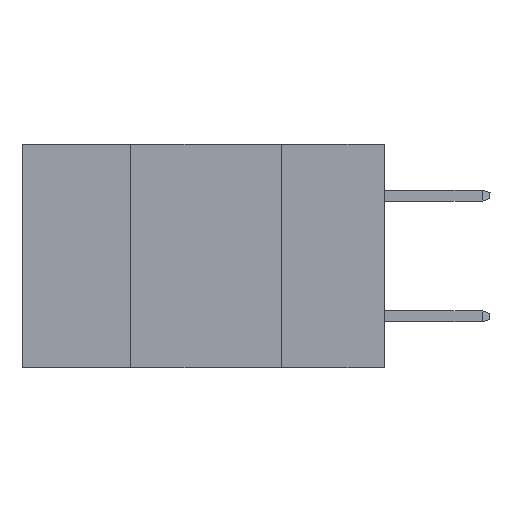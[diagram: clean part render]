
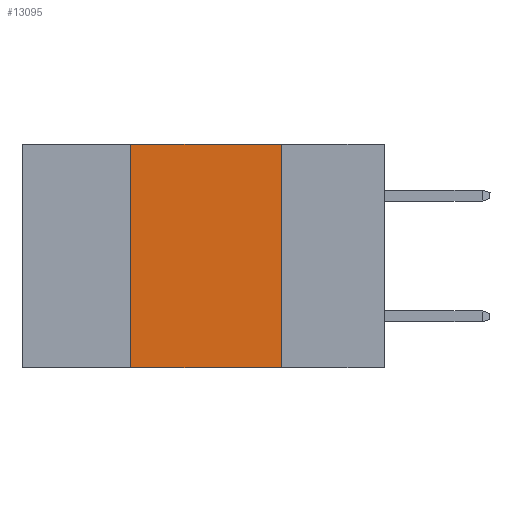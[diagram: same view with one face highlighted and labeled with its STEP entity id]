
A CAD part, left-side view. The second image highlights one B-rep face of the part: STEP entity #13095.
In plain terms, the highlighted planar face has unit normal (-1, 0, 0).
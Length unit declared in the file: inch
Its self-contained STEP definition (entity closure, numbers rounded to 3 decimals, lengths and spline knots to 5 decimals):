
#176 = VERTEX_POINT ( 'NONE', #492 ) ;
#187 = LINE ( 'NONE', #5114, #13142 ) ;
#492 = CARTESIAN_POINT ( 'NONE',  ( 0., 0.42, -0.37 ) ) ;
#561 = EDGE_CURVE ( 'NONE', #176, #4446, #10901, .T. ) ;
#1258 = CARTESIAN_POINT ( 'NONE',  ( 0., 0.42, 0. ) ) ;
#2023 = CARTESIAN_POINT ( 'NONE',  ( 0., 0.6, 0. ) ) ;
#4348 = ORIENTED_EDGE ( 'NONE', *, *, #7492, .F. ) ;
#4446 = VERTEX_POINT ( 'NONE', #20169 ) ;
#4640 = FACE_OUTER_BOUND ( 'NONE', #15427, .T. ) ;
#5114 = CARTESIAN_POINT ( 'NONE',  ( 0., 0.6, 0. ) ) ;
#5410 = VECTOR ( 'NONE', #20722, 39.37008 ) ;
#6066 = VECTOR ( 'NONE', #6454, 39.37008 ) ;
#6454 = DIRECTION ( 'NONE',  ( 0., -1., 0. ) ) ;
#7492 = EDGE_CURVE ( 'NONE', #15652, #4446, #20930, .T. ) ;
#8107 = CARTESIAN_POINT ( 'NONE',  ( 0., 0.6, -0.37 ) ) ;
#8303 = VERTEX_POINT ( 'NONE', #1258 ) ;
#8320 = PLANE ( 'NONE',  #17442 ) ;
#8706 = ORIENTED_EDGE ( 'NONE', *, *, #20583, .F. ) ;
#9278 = CARTESIAN_POINT ( 'NONE',  ( 0., 0.42, 0. ) ) ;
#9357 = CARTESIAN_POINT ( 'NONE',  ( 0., 0.17, 0. ) ) ;
#9873 = DIRECTION ( 'NONE',  ( 1., 0., 0. ) ) ;
#10901 = LINE ( 'NONE', #8107, #6066 ) ;
#13095 = ADVANCED_FACE ( 'NONE', ( #4640 ), #8320, .F. ) ;
#13142 = VECTOR ( 'NONE', #16526, 39.37008 ) ;
#13395 = DIRECTION ( 'NONE',  ( 0., 0., -1. ) ) ;
#13712 = ORIENTED_EDGE ( 'NONE', *, *, #19922, .F. ) ;
#14942 = CARTESIAN_POINT ( 'NONE',  ( 0., 0.17, 0. ) ) ;
#15427 = EDGE_LOOP ( 'NONE', ( #4348, #8706, #13712, #18381 ) ) ;
#15652 = VERTEX_POINT ( 'NONE', #14942 ) ;
#16526 = DIRECTION ( 'NONE',  ( 0., -1., 0. ) ) ;
#17442 = AXIS2_PLACEMENT_3D ( 'NONE', #2023, #9873, #13395 ) ;
#18032 = VECTOR ( 'NONE', #20633, 39.37008 ) ;
#18381 = ORIENTED_EDGE ( 'NONE', *, *, #561, .T. ) ;
#18514 = LINE ( 'NONE', #9278, #18032 ) ;
#19922 = EDGE_CURVE ( 'NONE', #176, #8303, #18514, .T. ) ;
#20169 = CARTESIAN_POINT ( 'NONE',  ( 0., 0.17, -0.37 ) ) ;
#20583 = EDGE_CURVE ( 'NONE', #8303, #15652, #187, .T. ) ;
#20633 = DIRECTION ( 'NONE',  ( 0., 0., 1. ) ) ;
#20722 = DIRECTION ( 'NONE',  ( 0., 0., -1. ) ) ;
#20930 = LINE ( 'NONE', #9357, #5410 ) ;
